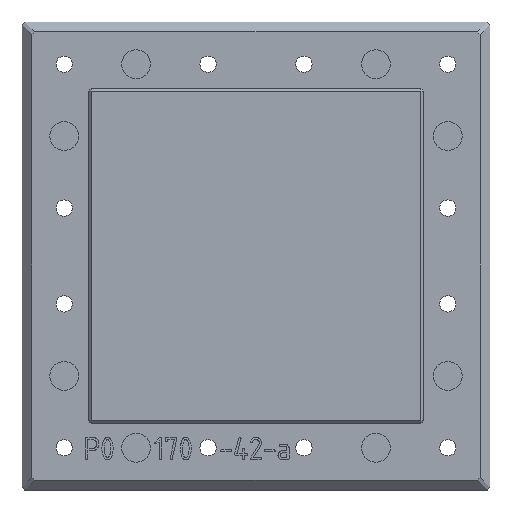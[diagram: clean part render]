
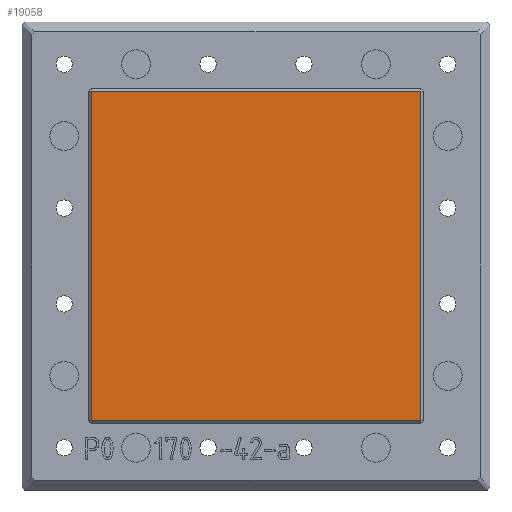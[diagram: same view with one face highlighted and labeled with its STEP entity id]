
A CAD part, top view. The second image highlights one B-rep face of the part: STEP entity #19058.
In plain terms, the highlighted planar face has unit normal (0, 0, 1).
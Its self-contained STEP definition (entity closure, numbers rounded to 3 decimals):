
#14184 = PLANE('',#14185);
#14185 = AXIS2_PLACEMENT_3D('',#14186,#14187,#14188);
#14186 = CARTESIAN_POINT('',(15.1,15.35,5.75));
#14187 = DIRECTION('',(0.,-0.707,0.707));
#14188 = DIRECTION('',(1.,0.,0.));
#14346 = PLANE('',#14347);
#14347 = AXIS2_PLACEMENT_3D('',#14348,#14349,#14350);
#14348 = CARTESIAN_POINT('',(15.35,84.9,5.75));
#14349 = DIRECTION('',(-0.707,0.,0.707));
#14350 = DIRECTION('',(0.,-1.,0.));
#14420 = PLANE('',#14421);
#14421 = AXIS2_PLACEMENT_3D('',#14422,#14423,#14424);
#14422 = CARTESIAN_POINT('',(84.65,15.1,5.75));
#14423 = DIRECTION('',(0.707,0.,0.707));
#14424 = DIRECTION('',(0.,1.,0.));
#14560 = PLANE('',#14561);
#14561 = AXIS2_PLACEMENT_3D('',#14562,#14563,#14564);
#14562 = CARTESIAN_POINT('',(84.9,84.65,5.75));
#14563 = DIRECTION('',(0.,0.707,0.707));
#14564 = DIRECTION('',(-1.,0.,0.));
#16856 = VERTEX_POINT('',#16857);
#16857 = CARTESIAN_POINT('',(15.6,15.6,6.));
#16880 = VERTEX_POINT('',#16881);
#16881 = CARTESIAN_POINT('',(84.4,15.6,6.));
#16902 = EDGE_CURVE('',#16856,#16880,#16903,.T.);
#16903 = SURFACE_CURVE('',#16904,(#16908,#16915),.PCURVE_S1.);
#16904 = LINE('',#16905,#16906);
#16905 = CARTESIAN_POINT('',(15.1,15.6,6.));
#16906 = VECTOR('',#16907,1.);
#16907 = DIRECTION('',(1.,0.,0.));
#16908 = PCURVE('',#14184,#16909);
#16909 = DEFINITIONAL_REPRESENTATION('',(#16910),#16914);
#16910 = LINE('',#16911,#16912);
#16911 = CARTESIAN_POINT('',(0.,0.354));
#16912 = VECTOR('',#16913,1.);
#16913 = DIRECTION('',(1.,0.));
#16914 = ( GEOMETRIC_REPRESENTATION_CONTEXT(2) 
PARAMETRIC_REPRESENTATION_CONTEXT() REPRESENTATION_CONTEXT('2D SPACE',''
  ) );
#16915 = PCURVE('',#16916,#16921);
#16916 = PLANE('',#16917);
#16917 = AXIS2_PLACEMENT_3D('',#16918,#16919,#16920);
#16918 = CARTESIAN_POINT('',(50.,50.,6.));
#16919 = DIRECTION('',(0.,0.,1.));
#16920 = DIRECTION('',(1.,0.,0.));
#16921 = DEFINITIONAL_REPRESENTATION('',(#16922),#16926);
#16922 = LINE('',#16923,#16924);
#16923 = CARTESIAN_POINT('',(-34.9,-34.4));
#16924 = VECTOR('',#16925,1.);
#16925 = DIRECTION('',(1.,0.));
#16926 = ( GEOMETRIC_REPRESENTATION_CONTEXT(2) 
PARAMETRIC_REPRESENTATION_CONTEXT() REPRESENTATION_CONTEXT('2D SPACE',''
  ) );
#16984 = VERTEX_POINT('',#16985);
#16985 = CARTESIAN_POINT('',(15.6,84.4,6.));
#17008 = EDGE_CURVE('',#16984,#16856,#17009,.T.);
#17009 = SURFACE_CURVE('',#17010,(#17014,#17021),.PCURVE_S1.);
#17010 = LINE('',#17011,#17012);
#17011 = CARTESIAN_POINT('',(15.6,84.9,6.));
#17012 = VECTOR('',#17013,1.);
#17013 = DIRECTION('',(0.,-1.,0.));
#17014 = PCURVE('',#14346,#17015);
#17015 = DEFINITIONAL_REPRESENTATION('',(#17016),#17020);
#17016 = LINE('',#17017,#17018);
#17017 = CARTESIAN_POINT('',(0.,0.354));
#17018 = VECTOR('',#17019,1.);
#17019 = DIRECTION('',(1.,0.));
#17020 = ( GEOMETRIC_REPRESENTATION_CONTEXT(2) 
PARAMETRIC_REPRESENTATION_CONTEXT() REPRESENTATION_CONTEXT('2D SPACE',''
  ) );
#17021 = PCURVE('',#16916,#17022);
#17022 = DEFINITIONAL_REPRESENTATION('',(#17023),#17027);
#17023 = LINE('',#17024,#17025);
#17024 = CARTESIAN_POINT('',(-34.4,34.9));
#17025 = VECTOR('',#17026,1.);
#17026 = DIRECTION('',(0.,-1.));
#17027 = ( GEOMETRIC_REPRESENTATION_CONTEXT(2) 
PARAMETRIC_REPRESENTATION_CONTEXT() REPRESENTATION_CONTEXT('2D SPACE',''
  ) );
#17035 = VERTEX_POINT('',#17036);
#17036 = CARTESIAN_POINT('',(84.4,84.4,6.));
#17057 = EDGE_CURVE('',#16880,#17035,#17058,.T.);
#17058 = SURFACE_CURVE('',#17059,(#17063,#17070),.PCURVE_S1.);
#17059 = LINE('',#17060,#17061);
#17060 = CARTESIAN_POINT('',(84.4,15.1,6.));
#17061 = VECTOR('',#17062,1.);
#17062 = DIRECTION('',(0.,1.,0.));
#17063 = PCURVE('',#14420,#17064);
#17064 = DEFINITIONAL_REPRESENTATION('',(#17065),#17069);
#17065 = LINE('',#17066,#17067);
#17066 = CARTESIAN_POINT('',(0.,0.354));
#17067 = VECTOR('',#17068,1.);
#17068 = DIRECTION('',(1.,0.));
#17069 = ( GEOMETRIC_REPRESENTATION_CONTEXT(2) 
PARAMETRIC_REPRESENTATION_CONTEXT() REPRESENTATION_CONTEXT('2D SPACE',''
  ) );
#17070 = PCURVE('',#16916,#17071);
#17071 = DEFINITIONAL_REPRESENTATION('',(#17072),#17076);
#17072 = LINE('',#17073,#17074);
#17073 = CARTESIAN_POINT('',(34.4,-34.9));
#17074 = VECTOR('',#17075,1.);
#17075 = DIRECTION('',(0.,1.));
#17076 = ( GEOMETRIC_REPRESENTATION_CONTEXT(2) 
PARAMETRIC_REPRESENTATION_CONTEXT() REPRESENTATION_CONTEXT('2D SPACE',''
  ) );
#17136 = EDGE_CURVE('',#17035,#16984,#17137,.T.);
#17137 = SURFACE_CURVE('',#17138,(#17142,#17149),.PCURVE_S1.);
#17138 = LINE('',#17139,#17140);
#17139 = CARTESIAN_POINT('',(84.9,84.4,6.));
#17140 = VECTOR('',#17141,1.);
#17141 = DIRECTION('',(-1.,0.,0.));
#17142 = PCURVE('',#14560,#17143);
#17143 = DEFINITIONAL_REPRESENTATION('',(#17144),#17148);
#17144 = LINE('',#17145,#17146);
#17145 = CARTESIAN_POINT('',(0.,0.354));
#17146 = VECTOR('',#17147,1.);
#17147 = DIRECTION('',(1.,0.));
#17148 = ( GEOMETRIC_REPRESENTATION_CONTEXT(2) 
PARAMETRIC_REPRESENTATION_CONTEXT() REPRESENTATION_CONTEXT('2D SPACE',''
  ) );
#17149 = PCURVE('',#16916,#17150);
#17150 = DEFINITIONAL_REPRESENTATION('',(#17151),#17155);
#17151 = LINE('',#17152,#17153);
#17152 = CARTESIAN_POINT('',(34.9,34.4));
#17153 = VECTOR('',#17154,1.);
#17154 = DIRECTION('',(-1.,0.));
#17155 = ( GEOMETRIC_REPRESENTATION_CONTEXT(2) 
PARAMETRIC_REPRESENTATION_CONTEXT() REPRESENTATION_CONTEXT('2D SPACE',''
  ) );
#19058 = ADVANCED_FACE('',(#19059),#16916,.T.);
#19059 = FACE_BOUND('',#19060,.T.);
#19060 = EDGE_LOOP('',(#19061,#19062,#19063,#19064));
#19061 = ORIENTED_EDGE('',*,*,#17008,.T.);
#19062 = ORIENTED_EDGE('',*,*,#16902,.T.);
#19063 = ORIENTED_EDGE('',*,*,#17057,.T.);
#19064 = ORIENTED_EDGE('',*,*,#17136,.T.);
